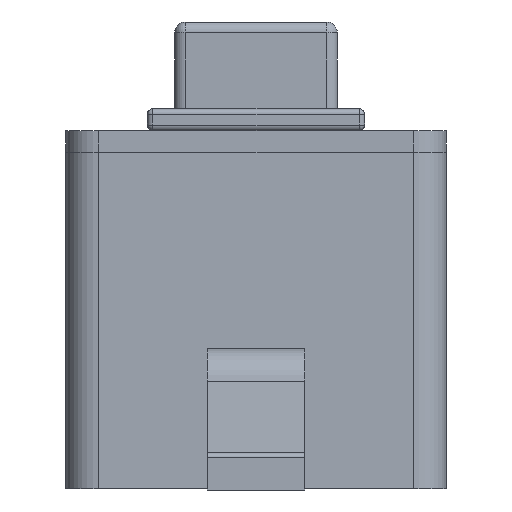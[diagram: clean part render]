
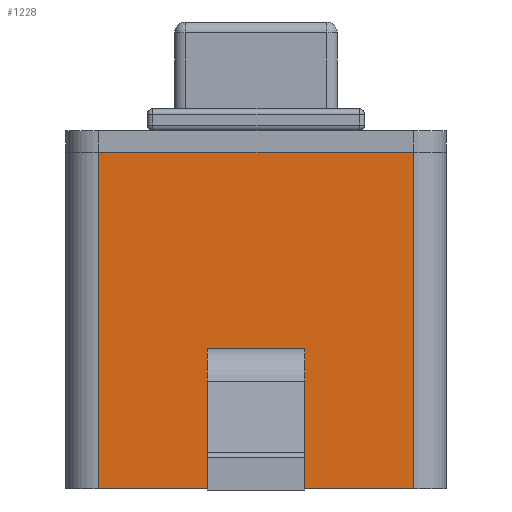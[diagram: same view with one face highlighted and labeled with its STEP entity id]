
A CAD part, left-side view. The second image highlights one B-rep face of the part: STEP entity #1228.
In plain terms, the highlighted planar face has unit normal (-1, 0, 0).
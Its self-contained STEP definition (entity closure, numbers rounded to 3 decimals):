
#49 = CARTESIAN_POINT ( 'NONE',  ( -3., 0.45, 0.99 ) ) ;
#55 = EDGE_CURVE ( 'NONE', #907, #2293, #5222, .T. ) ;
#82 = EDGE_CURVE ( 'NONE', #2293, #1624, #4723, .T. ) ;
#222 = EDGE_LOOP ( 'NONE', ( #10273, #5178, #7914, #5984 ) ) ;
#266 = CARTESIAN_POINT ( 'NONE',  ( -3., -1.45, 3.1 ) ) ;
#333 = CARTESIAN_POINT ( 'NONE',  ( -3., 1.45, 3.1 ) ) ;
#375 = VERTEX_POINT ( 'NONE', #893 ) ;
#380 = DIRECTION ( 'NONE',  ( 0., -1., 0. ) ) ;
#531 = VECTOR ( 'NONE', #6307, 1000. ) ;
#565 = EDGE_CURVE ( 'NONE', #9249, #1624, #3949, .T. ) ;
#597 = CARTESIAN_POINT ( 'NONE',  ( -3., -0.45, 0.99 ) ) ;
#893 = CARTESIAN_POINT ( 'NONE',  ( -3., 1.45, 3.1 ) ) ;
#907 = VERTEX_POINT ( 'NONE', #49 ) ;
#1063 = LINE ( 'NONE', #2074, #7547 ) ;
#1228 = ADVANCED_FACE ( 'NONE', ( #6133, #4026 ), #3495, .F. ) ;
#1356 = VERTEX_POINT ( 'NONE', #1543 ) ;
#1543 = CARTESIAN_POINT ( 'NONE',  ( -3., -1.45, 0. ) ) ;
#1624 = VERTEX_POINT ( 'NONE', #9143 ) ;
#1745 = LINE ( 'NONE', #2120, #6888 ) ;
#1787 = DIRECTION ( 'NONE',  ( 0., 0., -1. ) ) ;
#2019 = DIRECTION ( 'NONE',  ( 0., 1., 0. ) ) ;
#2074 = CARTESIAN_POINT ( 'NONE',  ( -3., 1.45, 3.1 ) ) ;
#2120 = CARTESIAN_POINT ( 'NONE',  ( -3., 1.45, 3.1 ) ) ;
#2293 = VERTEX_POINT ( 'NONE', #597 ) ;
#2368 = DIRECTION ( 'NONE',  ( 0., 0., 1. ) ) ;
#2539 = CARTESIAN_POINT ( 'NONE',  ( -3., 1.45, 0. ) ) ;
#2642 = EDGE_LOOP ( 'NONE', ( #6027, #6306, #7047, #4442 ) ) ;
#2875 = DIRECTION ( 'NONE',  ( 0., 0., -1. ) ) ;
#2932 = VECTOR ( 'NONE', #2368, 1000. ) ;
#2974 = VECTOR ( 'NONE', #4079, 1000. ) ;
#3167 = CARTESIAN_POINT ( 'NONE',  ( -3., 0.45, 1.29 ) ) ;
#3495 = PLANE ( 'NONE',  #5646 ) ;
#3524 = CARTESIAN_POINT ( 'NONE',  ( -3., -1.45, 3.1 ) ) ;
#3949 = LINE ( 'NONE', #5151, #4830 ) ;
#4017 = EDGE_CURVE ( 'NONE', #7454, #1356, #9755, .T. ) ;
#4026 = FACE_OUTER_BOUND ( 'NONE', #2642, .T. ) ;
#4079 = DIRECTION ( 'NONE',  ( 0., 0., 1. ) ) ;
#4104 = EDGE_CURVE ( 'NONE', #8059, #1356, #10253, .T. ) ;
#4433 = EDGE_CURVE ( 'NONE', #375, #8059, #1745, .T. ) ;
#4442 = ORIENTED_EDGE ( 'NONE', *, *, #6582, .T. ) ;
#4449 = LINE ( 'NONE', #4845, #2932 ) ;
#4723 = LINE ( 'NONE', #8584, #2974 ) ;
#4830 = VECTOR ( 'NONE', #380, 1000. ) ;
#4845 = CARTESIAN_POINT ( 'NONE',  ( -3., 0.45, 0.99 ) ) ;
#5087 = DIRECTION ( 'NONE',  ( 0., -1., 0. ) ) ;
#5151 = CARTESIAN_POINT ( 'NONE',  ( -3., 0.45, 1.29 ) ) ;
#5178 = ORIENTED_EDGE ( 'NONE', *, *, #6182, .T. ) ;
#5222 = LINE ( 'NONE', #8004, #8216 ) ;
#5226 = DIRECTION ( 'NONE',  ( 0., -1., 0. ) ) ;
#5646 = AXIS2_PLACEMENT_3D ( 'NONE', #333, #9099, #2019 ) ;
#5984 = ORIENTED_EDGE ( 'NONE', *, *, #82, .F. ) ;
#6027 = ORIENTED_EDGE ( 'NONE', *, *, #4017, .T. ) ;
#6133 = FACE_BOUND ( 'NONE', #222, .T. ) ;
#6182 = EDGE_CURVE ( 'NONE', #907, #9249, #4449, .T. ) ;
#6306 = ORIENTED_EDGE ( 'NONE', *, *, #4104, .F. ) ;
#6307 = DIRECTION ( 'NONE',  ( 0., -1., 0. ) ) ;
#6582 = EDGE_CURVE ( 'NONE', #375, #7454, #1063, .T. ) ;
#6888 = VECTOR ( 'NONE', #5226, 1000. ) ;
#7047 = ORIENTED_EDGE ( 'NONE', *, *, #4433, .F. ) ;
#7454 = VERTEX_POINT ( 'NONE', #2539 ) ;
#7547 = VECTOR ( 'NONE', #2875, 1000. ) ;
#7643 = VECTOR ( 'NONE', #1787, 1000. ) ;
#7914 = ORIENTED_EDGE ( 'NONE', *, *, #565, .T. ) ;
#8004 = CARTESIAN_POINT ( 'NONE',  ( -3., 0.45, 0.99 ) ) ;
#8059 = VERTEX_POINT ( 'NONE', #3524 ) ;
#8216 = VECTOR ( 'NONE', #5087, 1000. ) ;
#8584 = CARTESIAN_POINT ( 'NONE',  ( -3., -0.45, 0.99 ) ) ;
#8722 = CARTESIAN_POINT ( 'NONE',  ( -3., 1.45, 0. ) ) ;
#9099 = DIRECTION ( 'NONE',  ( 1., 0., 0. ) ) ;
#9143 = CARTESIAN_POINT ( 'NONE',  ( -3., -0.45, 1.29 ) ) ;
#9249 = VERTEX_POINT ( 'NONE', #3167 ) ;
#9755 = LINE ( 'NONE', #8722, #531 ) ;
#10253 = LINE ( 'NONE', #266, #7643 ) ;
#10273 = ORIENTED_EDGE ( 'NONE', *, *, #55, .F. ) ;
